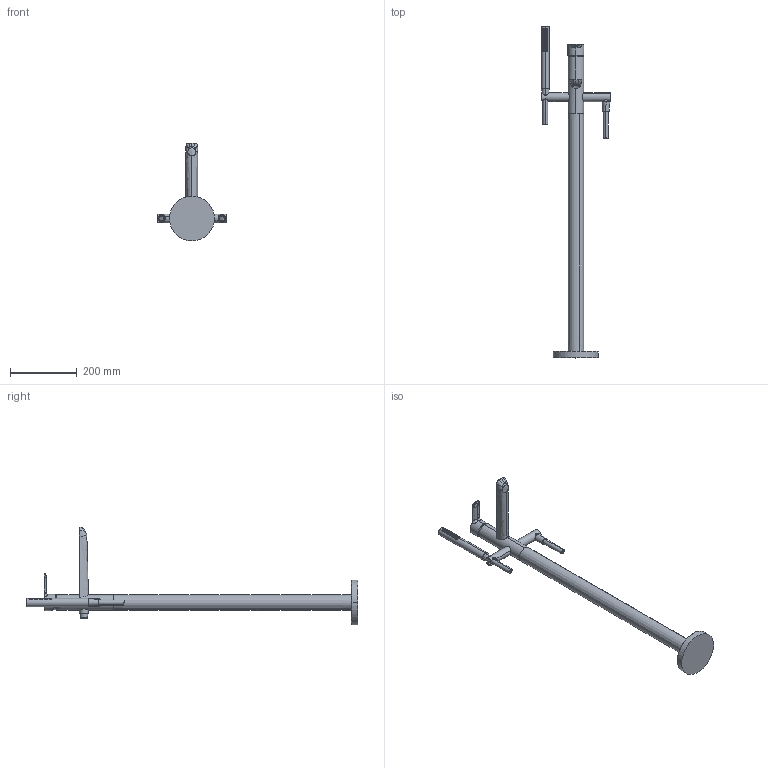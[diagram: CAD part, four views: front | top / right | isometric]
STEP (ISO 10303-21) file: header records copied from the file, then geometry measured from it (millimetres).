
FILE_DESCRIPTION (( 'STEP AP203' ), '1' );
FILE_NAME ('06462083.STEP', '2018-05-03T12:10:03', ( '' ), ( '' ), 'SwSTEP 2.0', 'SolidWorks 2016', '' );
FILE_SCHEMA (( 'CONFIG_CONTROL_DESIGN' ));
Length unit declared in the file: millimetre
Products named in the file (1): 06462083
Bounding box: 209.5 x 996.7 x 294.19 mm (x, y, z)
Volume: 2256896.5 mm3; surface area: 241310.2 mm2
Topology: 1 solids, 2 shells, 221 faces, 514 edges, 355 vertices
Faces by surface type: cylinder 92, bspline 73, torus 20, plane 19, cone 10, sphere 7
Entity records: 17205 total; most frequent: CARTESIAN_POINT 12828, ORIENTED_EDGE 1008, DIRECTION 596, EDGE_CURVE 504, VERTEX_POINT 349, B_SPLINE_CURVE_WITH_KNOTS 316, EDGE_LOOP 287, AXIS2_PLACEMENT_3D 265
